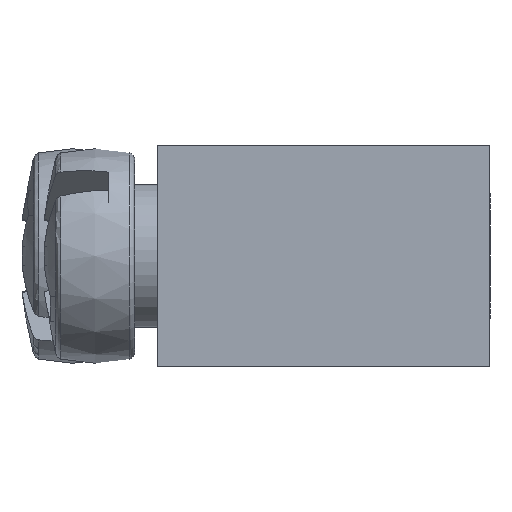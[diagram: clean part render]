
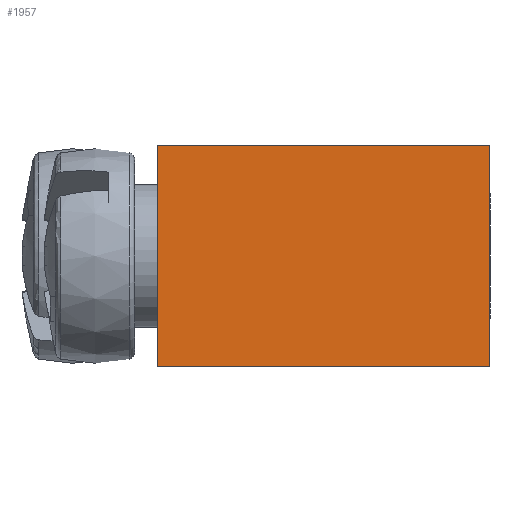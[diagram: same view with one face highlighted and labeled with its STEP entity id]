
A CAD part, left-side view. The second image highlights one B-rep face of the part: STEP entity #1957.
In plain terms, the highlighted planar face has unit normal (-1, 0, 0).
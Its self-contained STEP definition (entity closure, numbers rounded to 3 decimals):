
#111=LINE('',#3154,#145);
#113=LINE('',#3201,#147);
#118=LINE('',#3846,#152);
#119=LINE('',#3848,#153);
#145=VECTOR('',#2306,9.);
#147=VECTOR('',#2352,9.);
#152=VECTOR('',#2649,6.);
#153=VECTOR('',#2652,6.);
#180=PLANE('',#2177);
#631=FACE_OUTER_BOUND('',#888,.T.);
#888=EDGE_LOOP('',(#1584,#1585,#1586,#1587));
#988=VERTEX_POINT('',#3147);
#991=VERTEX_POINT('',#3152);
#1013=VERTEX_POINT('',#3198);
#1014=VERTEX_POINT('',#3200);
#1166=EDGE_CURVE('',#991,#988,#111,.T.);
#1188=EDGE_CURVE('',#1013,#1014,#113,.T.);
#1278=EDGE_CURVE('',#1014,#991,#118,.T.);
#1279=EDGE_CURVE('',#988,#1013,#119,.T.);
#1584=ORIENTED_EDGE('',*,*,#1278,.F.);
#1585=ORIENTED_EDGE('',*,*,#1188,.F.);
#1586=ORIENTED_EDGE('',*,*,#1279,.F.);
#1587=ORIENTED_EDGE('',*,*,#1166,.F.);
#1957=ADVANCED_FACE('',(#631),#180,.T.);
#2177=AXIS2_PLACEMENT_3D('',#3847,#2650,#2651);
#2306=DIRECTION('',(0.,1.,0.));
#2352=DIRECTION('',(0.,-1.,0.));
#2649=DIRECTION('',(0.,0.,-1.));
#2650=DIRECTION('center_axis',(-1.,0.,0.));
#2651=DIRECTION('ref_axis',(0.,-1.,0.));
#2652=DIRECTION('',(0.,0.,1.));
#3147=CARTESIAN_POINT('',(-69.,4.5,-3.));
#3152=CARTESIAN_POINT('',(-69.,-4.5,-3.));
#3154=CARTESIAN_POINT('',(-69.,-4.5,-3.));
#3198=CARTESIAN_POINT('',(-69.,4.5,3.));
#3200=CARTESIAN_POINT('',(-69.,-4.5,3.));
#3201=CARTESIAN_POINT('',(-69.,-4.5,3.));
#3846=CARTESIAN_POINT('',(-69.,-4.5,0.));
#3847=CARTESIAN_POINT('Origin',(-69.,4.5,0.));
#3848=CARTESIAN_POINT('',(-69.,4.5,0.));
